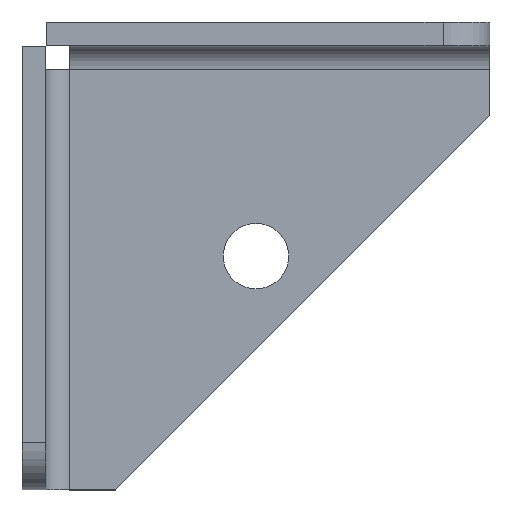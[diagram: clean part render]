
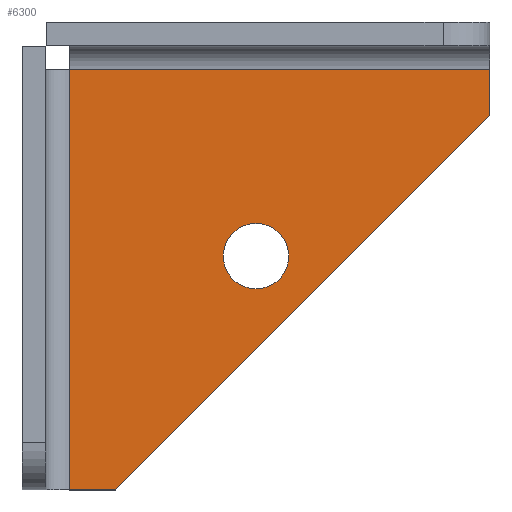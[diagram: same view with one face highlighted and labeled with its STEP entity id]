
A CAD part, top view. The second image highlights one B-rep face of the part: STEP entity #6300.
In plain terms, the highlighted planar face has unit normal (0, 0, 1).
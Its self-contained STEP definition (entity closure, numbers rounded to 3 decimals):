
#4930=CARTESIAN_POINT('',(5.06,0.,2.5));
#4940=VERTEX_POINT('',#4930);
#5100=CARTESIAN_POINT('',(5.06,44.94,2.5));
#5110=VERTEX_POINT('',#5100);
#5140=CARTESIAN_POINT('',(5.06,20.,2.5));
#5150=DIRECTION('',(0.,-1.,0.));
#5160=VECTOR('',#5150,1.);
#5170=LINE('',#5140,#5160);
#5180=EDGE_CURVE('',#5110,#4940,#5170,.T.);
#5770=CARTESIAN_POINT('',(15.,20.,2.5));
#5780=DIRECTION('',(0.,0.,-1.));
#5790=DIRECTION('',(-1.,0.,0.));
#5800=AXIS2_PLACEMENT_3D('',#5770,#5780,#5790);
#5810=PLANE('',#5800);
#5820=CARTESIAN_POINT('',(50.,0.,2.5));
#5830=DIRECTION('',(0.,1.,0.));
#5840=VECTOR('',#5830,1.);
#5850=LINE('',#5820,#5840);
#5860=CARTESIAN_POINT('',(50.,40.,2.5));
#5870=VERTEX_POINT('',#5860);
#5880=CARTESIAN_POINT('',(50.,44.94,2.5));
#5890=VERTEX_POINT('',#5880);
#5900=EDGE_CURVE('',#5870,#5890,#5850,.T.);
#5910=ORIENTED_EDGE('',*,*,#5900,.T.);
#5920=CARTESIAN_POINT('',(10.,0.,2.5));
#5930=DIRECTION('',(-0.707,-0.707,0.));
#5940=VECTOR('',#5930,1.);
#5950=LINE('',#5920,#5940);
#5960=CARTESIAN_POINT('',(10.,0.,2.5));
#5970=VERTEX_POINT('',#5960);
#5980=EDGE_CURVE('',#5870,#5970,#5950,.T.);
#5990=ORIENTED_EDGE('',*,*,#5980,.F.);
#6000=CARTESIAN_POINT('',(0.,0.,2.5));
#6010=DIRECTION('',(1.,0.,0.));
#6020=VECTOR('',#6010,1.);
#6030=LINE('',#6000,#6020);
#6040=EDGE_CURVE('',#4940,#5970,#6030,.T.);
#6050=ORIENTED_EDGE('',*,*,#6040,.T.);
#6060=ORIENTED_EDGE('',*,*,#5180,.T.);
#6070=CARTESIAN_POINT('',(15.,44.94,2.5));
#6080=DIRECTION('',(-1.,0.,0.));
#6090=VECTOR('',#6080,1.);
#6100=LINE('',#6070,#6090);
#6110=EDGE_CURVE('',#5890,#5110,#6100,.T.);
#6120=ORIENTED_EDGE('',*,*,#6110,.T.);
#6130=EDGE_LOOP('',(#6120,#6060,#6050,#5990,#5910));
#6140=FACE_OUTER_BOUND('',#6130,.T.);
#6150=CARTESIAN_POINT('',(25.,25.,2.5));
#6160=DIRECTION('',(0.,0.,-1.));
#6170=DIRECTION('',(0.,-1.,0.));
#6180=AXIS2_PLACEMENT_3D('',#6150,#6160,#6170);
#6190=CIRCLE('',#6180,3.5);
#6200=CARTESIAN_POINT('',(25.,21.5,2.5));
#6210=VERTEX_POINT('',#6200);
#6220=CARTESIAN_POINT('',(25.,28.5,2.5));
#6230=VERTEX_POINT('',#6220);
#6240=EDGE_CURVE('',#6210,#6230,#6190,.T.);
#6250=ORIENTED_EDGE('',*,*,#6240,.T.);
#6260=EDGE_CURVE('',#6230,#6210,#6190,.T.);
#6270=ORIENTED_EDGE('',*,*,#6260,.T.);
#6280=EDGE_LOOP('',(#6270,#6250));
#6290=FACE_BOUND('',#6280,.T.);
#6300=ADVANCED_FACE('',(#6140,#6290),#5810,.F.);
